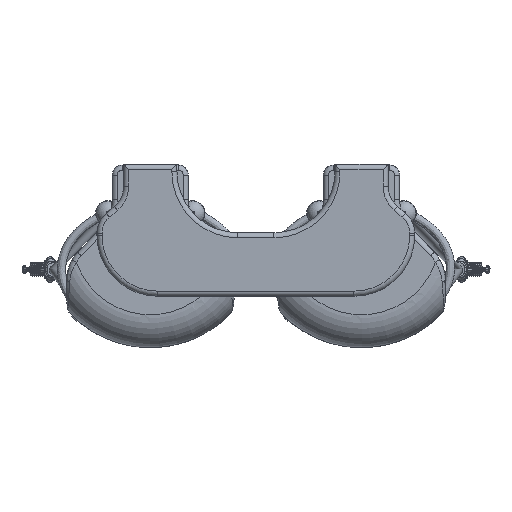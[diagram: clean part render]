
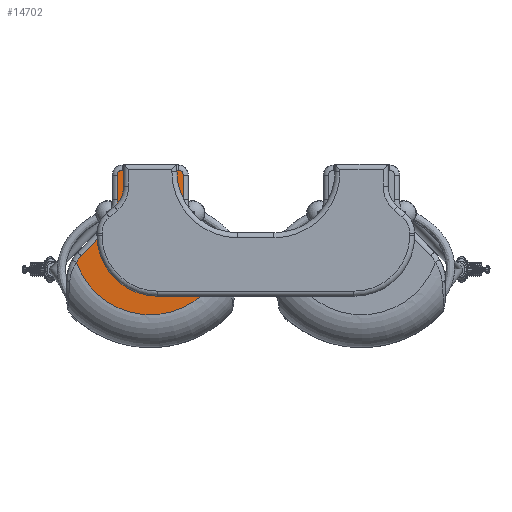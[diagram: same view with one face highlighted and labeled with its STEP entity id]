
A CAD part, front view. The second image highlights one B-rep face of the part: STEP entity #14702.
In plain terms, the highlighted planar face has unit normal (0, -1, 0).
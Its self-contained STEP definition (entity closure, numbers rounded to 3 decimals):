
#227 = VECTOR ( 'NONE', #21513, 1000. ) ;
#277 = VERTEX_POINT ( 'NONE', #8409 ) ;
#375 = CIRCLE ( 'NONE', #24556, 10. ) ;
#376 = CARTESIAN_POINT ( 'NONE',  ( 55., 0., 170. ) ) ;
#710 = CARTESIAN_POINT ( 'NONE',  ( -65., 0., 111.878 ) ) ;
#1437 = CIRCLE ( 'NONE', #11758, 10. ) ;
#1517 = VECTOR ( 'NONE', #17952, 1000. ) ;
#1735 = AXIS2_PLACEMENT_3D ( 'NONE', #10770, #25780, #12946 ) ;
#2545 = ORIENTED_EDGE ( 'NONE', *, *, #21954, .T. ) ;
#3661 = CARTESIAN_POINT ( 'NONE',  ( 135.817, 0., 1.264 ) ) ;
#3742 = CARTESIAN_POINT ( 'NONE',  ( -89.664, 0., 49.981 ) ) ;
#3823 = EDGE_LOOP ( 'NONE', ( #26199, #2545, #8665, #10625, #23686, #7104, #18691, #25350, #23974, #20507, #13670, #11386 ) ) ;
#4208 = AXIS2_PLACEMENT_3D ( 'NONE', #20615, #7723, #22762 ) ;
#4418 = CARTESIAN_POINT ( 'NONE',  ( 65., 0., 160. ) ) ;
#4704 = VERTEX_POINT ( 'NONE', #13445 ) ;
#4971 = CARTESIAN_POINT ( 'NONE',  ( 85., 0., -46.878 ) ) ;
#5018 = CARTESIAN_POINT ( 'NONE',  ( -55., 0., 160. ) ) ;
#5459 = LINE ( 'NONE', #6406, #11222 ) ;
#6153 = CARTESIAN_POINT ( 'NONE',  ( -155., 0., 111.878 ) ) ;
#6406 = CARTESIAN_POINT ( 'NONE',  ( -135.817, 0., 1.264 ) ) ;
#6446 = VERTEX_POINT ( 'NONE', #14412 ) ;
#6596 = DIRECTION ( 'NONE',  ( 0., 0., 1. ) ) ;
#6844 = EDGE_CURVE ( 'NONE', #277, #10600, #21580, .T. ) ;
#7020 = EDGE_CURVE ( 'NONE', #10600, #21412, #18220, .T. ) ;
#7104 = ORIENTED_EDGE ( 'NONE', *, *, #13035, .T. ) ;
#7154 = DIRECTION ( 'NONE',  ( 0., 0., -1. ) ) ;
#7206 = DIRECTION ( 'NONE',  ( 0., 0., -1. ) ) ;
#7254 = CARTESIAN_POINT ( 'NONE',  ( -65., 0., 111.878 ) ) ;
#7431 = PLANE ( 'NONE',  #18830 ) ;
#7642 = VERTEX_POINT ( 'NONE', #14054 ) ;
#7723 = DIRECTION ( 'NONE',  ( 0., 1., 0. ) ) ;
#8023 = VERTEX_POINT ( 'NONE', #376 ) ;
#8196 = EDGE_CURVE ( 'NONE', #7642, #8023, #1437, .T. ) ;
#8358 = DIRECTION ( 'NONE',  ( 0., 0., -1. ) ) ;
#8409 = CARTESIAN_POINT ( 'NONE',  ( -145.476, 0., -11.627 ) ) ;
#8592 = DIRECTION ( 'NONE',  ( -0.688, 0., -0.726 ) ) ;
#8665 = ORIENTED_EDGE ( 'NONE', *, *, #6844, .T. ) ;
#8977 = VERTEX_POINT ( 'NONE', #27689 ) ;
#9000 = CARTESIAN_POINT ( 'NONE',  ( 55., 0., 160. ) ) ;
#9287 = EDGE_CURVE ( 'NONE', #6446, #26733, #375, .T. ) ;
#9619 = DIRECTION ( 'NONE',  ( 0., -1., 0. ) ) ;
#10600 = VERTEX_POINT ( 'NONE', #11723 ) ;
#10625 = ORIENTED_EDGE ( 'NONE', *, *, #7020, .T. ) ;
#10770 = CARTESIAN_POINT ( 'NONE',  ( 0., 0., 39.05 ) ) ;
#10912 = CARTESIAN_POINT ( 'NONE',  ( -65., 0., 160. ) ) ;
#11158 = DIRECTION ( 'NONE',  ( 0., 0., -1. ) ) ;
#11222 = VECTOR ( 'NONE', #8592, 1000. ) ;
#11274 = LINE ( 'NONE', #11950, #22014 ) ;
#11386 = ORIENTED_EDGE ( 'NONE', *, *, #21896, .T. ) ;
#11688 = LINE ( 'NONE', #25748, #227 ) ;
#11706 = AXIS2_PLACEMENT_3D ( 'NONE', #6153, #21199, #8358 ) ;
#11723 = CARTESIAN_POINT ( 'NONE',  ( 145.476, 0., -11.627 ) ) ;
#11758 = AXIS2_PLACEMENT_3D ( 'NONE', #9000, #24029, #11158 ) ;
#11950 = CARTESIAN_POINT ( 'NONE',  ( 89.664, 0., 49.981 ) ) ;
#12398 = FACE_OUTER_BOUND ( 'NONE', #3823, .T. ) ;
#12701 = CARTESIAN_POINT ( 'NONE',  ( -85., 0., -46.878 ) ) ;
#12946 = DIRECTION ( 'NONE',  ( 0., 0., -1. ) ) ;
#13035 = EDGE_CURVE ( 'NONE', #8977, #23554, #26217, .T. ) ;
#13445 = CARTESIAN_POINT ( 'NONE',  ( -135.817, 0., 1.264 ) ) ;
#13670 = ORIENTED_EDGE ( 'NONE', *, *, #17735, .T. ) ;
#13867 = CARTESIAN_POINT ( 'NONE',  ( 165., 0., -180. ) ) ;
#13968 = VERTEX_POINT ( 'NONE', #710 ) ;
#14054 = CARTESIAN_POINT ( 'NONE',  ( 65., 0., 160. ) ) ;
#14140 = DIRECTION ( 'NONE',  ( -0.688, 0., 0.726 ) ) ;
#14412 = CARTESIAN_POINT ( 'NONE',  ( -55., 0., 170. ) ) ;
#14607 = AXIS2_PLACEMENT_3D ( 'NONE', #12701, #27675, #14858 ) ;
#14702 = ADVANCED_FACE ( 'NONE', ( #12398 ), #7431, .T. ) ;
#14853 = VECTOR ( 'NONE', #6596, 1000. ) ;
#14858 = DIRECTION ( 'NONE',  ( 0., 0., -1. ) ) ;
#15256 = EDGE_CURVE ( 'NONE', #8023, #6446, #11688, .T. ) ;
#15514 = LINE ( 'NONE', #4418, #14853 ) ;
#15927 = CIRCLE ( 'NONE', #11706, 90. ) ;
#16148 = AXIS2_PLACEMENT_3D ( 'NONE', #4971, #20045, #7154 ) ;
#17735 = EDGE_CURVE ( 'NONE', #26733, #13968, #23720, .T. ) ;
#17952 = DIRECTION ( 'NONE',  ( 0., 0., -1. ) ) ;
#18220 = CIRCLE ( 'NONE', #16148, 70. ) ;
#18691 = ORIENTED_EDGE ( 'NONE', *, *, #26157, .T. ) ;
#18830 = AXIS2_PLACEMENT_3D ( 'NONE', #13867, #9619, #24628 ) ;
#20045 = DIRECTION ( 'NONE',  ( 0., -1., 0. ) ) ;
#20096 = DIRECTION ( 'NONE',  ( 0., -1., 0. ) ) ;
#20507 = ORIENTED_EDGE ( 'NONE', *, *, #9287, .T. ) ;
#20615 = CARTESIAN_POINT ( 'NONE',  ( 155., 0., 111.878 ) ) ;
#20961 = CIRCLE ( 'NONE', #14607, 70. ) ;
#21199 = DIRECTION ( 'NONE',  ( 0., 1., 0. ) ) ;
#21258 = EDGE_CURVE ( 'NONE', #21412, #8977, #11274, .T. ) ;
#21412 = VERTEX_POINT ( 'NONE', #3661 ) ;
#21513 = DIRECTION ( 'NONE',  ( -1., 0., 0. ) ) ;
#21580 = CIRCLE ( 'NONE', #1735, 154.05 ) ;
#21896 = EDGE_CURVE ( 'NONE', #13968, #23900, #15927, .T. ) ;
#21954 = EDGE_CURVE ( 'NONE', #4704, #277, #20961, .T. ) ;
#22014 = VECTOR ( 'NONE', #14140, 1000. ) ;
#22328 = EDGE_CURVE ( 'NONE', #23900, #4704, #5459, .T. ) ;
#22762 = DIRECTION ( 'NONE',  ( 0., 0., -1. ) ) ;
#23554 = VERTEX_POINT ( 'NONE', #26127 ) ;
#23686 = ORIENTED_EDGE ( 'NONE', *, *, #21258, .T. ) ;
#23720 = LINE ( 'NONE', #7254, #1517 ) ;
#23900 = VERTEX_POINT ( 'NONE', #3742 ) ;
#23974 = ORIENTED_EDGE ( 'NONE', *, *, #15256, .T. ) ;
#24029 = DIRECTION ( 'NONE',  ( 0., -1., 0. ) ) ;
#24556 = AXIS2_PLACEMENT_3D ( 'NONE', #5018, #20096, #7206 ) ;
#24628 = DIRECTION ( 'NONE',  ( 0., 0., -1. ) ) ;
#25350 = ORIENTED_EDGE ( 'NONE', *, *, #8196, .T. ) ;
#25748 = CARTESIAN_POINT ( 'NONE',  ( -55., 0., 170. ) ) ;
#25780 = DIRECTION ( 'NONE',  ( 0., -1., 0. ) ) ;
#26127 = CARTESIAN_POINT ( 'NONE',  ( 65., 0., 111.878 ) ) ;
#26157 = EDGE_CURVE ( 'NONE', #23554, #7642, #15514, .T. ) ;
#26199 = ORIENTED_EDGE ( 'NONE', *, *, #22328, .T. ) ;
#26217 = CIRCLE ( 'NONE', #4208, 90. ) ;
#26733 = VERTEX_POINT ( 'NONE', #10912 ) ;
#27675 = DIRECTION ( 'NONE',  ( 0., -1., 0. ) ) ;
#27689 = CARTESIAN_POINT ( 'NONE',  ( 89.664, 0., 49.981 ) ) ;
